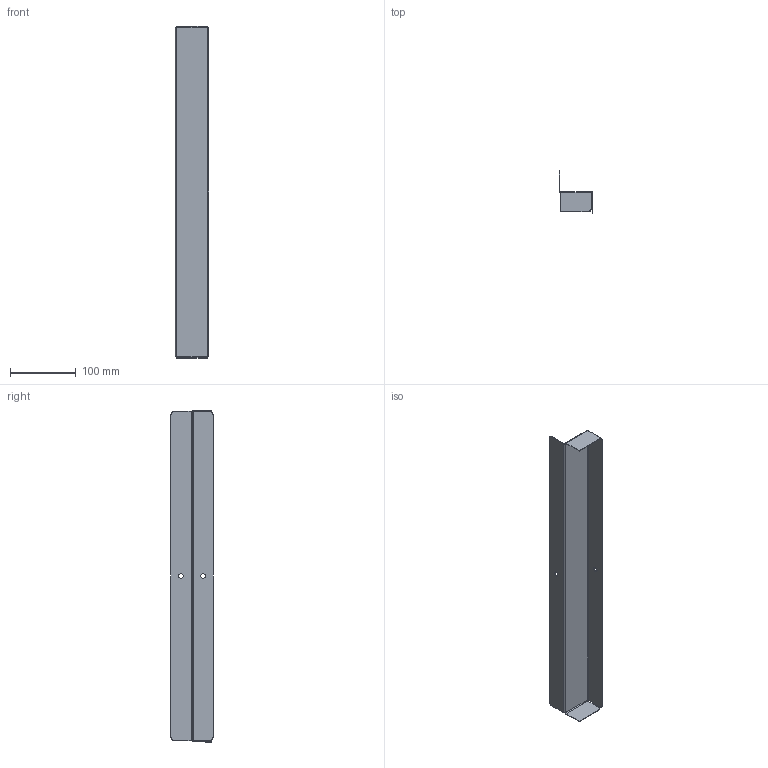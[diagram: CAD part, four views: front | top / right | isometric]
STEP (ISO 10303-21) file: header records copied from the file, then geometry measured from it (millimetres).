
FILE_DESCRIPTION (( 'STEP AP203' ), '1' );
FILE_NAME ('Ïåðåõîäíèê RB 50-100_36553.STEP', '2012-11-09T08:50:53', ( 'Àñååâ' ), ( '' ), 'SwSTEP 2.0', 'SolidWorks 2012', '' );
FILE_SCHEMA (( 'CONFIG_CONTROL_DESIGN' ));
Length unit declared in the file: millimetre
Products named in the file (1): 盷謥羻僾鴀 RB 50-100_36553
Bounding box: 50.8 x 63.8 x 504 mm (x, y, z)
Volume: 47168.1 mm3; surface area: 119022.7 mm2
Topology: 1 solids, 1 shells, 46 faces, 100 edges, 56 vertices
Faces by surface type: plane 30, cylinder 16
Full cylindrical faces by diameter (mm): 7 x2
Entity records: 1295 total; most frequent: DIRECTION 224, CARTESIAN_POINT 201, ORIENTED_EDGE 196, EDGE_CURVE 98, AXIS2_PLACEMENT_3D 79, LINE 66, VECTOR 66, VERTEX_POINT 56
